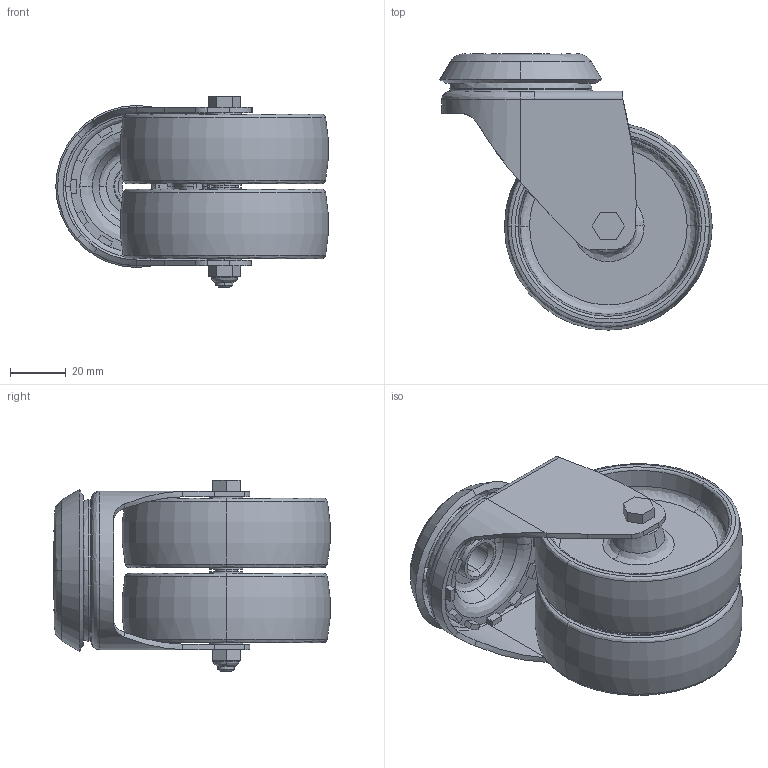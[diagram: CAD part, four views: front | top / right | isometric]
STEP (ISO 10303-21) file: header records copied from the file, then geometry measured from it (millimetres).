
FILE_DESCRIPTION (( 'STEP AP214' ), '1' );
FILE_NAME ('0010924INF.step', '2024-01-10T11:09:30', ( '' ), ( '' ), 'SwSTEP 2.0', 'SolidWorks 2020', '' );
FILE_SCHEMA (( 'AUTOMOTIVE_DESIGN' ));
Length unit declared in the file: millimetre
Products named in the file (1): 0010924INF
Bounding box: 98.03 x 99.38 x 69 mm (x, y, z)
Volume: 123405.3 mm3; surface area: 71685.5 mm2
Topology: 13 solids, 13 shells, 289 faces, 775 edges, 507 vertices
Faces by surface type: plane 107, bspline 81, cylinder 59, cone 38, torus 4
Entity records: 17549 total; most frequent: CARTESIAN_POINT 7378, ORIENTED_EDGE 1506, DIRECTION 1338, EDGE_CURVE 753, AXIS2_PLACEMENT_3D 517, VERTEX_POINT 507, EDGE_LOOP 326, CIRCLE 308
